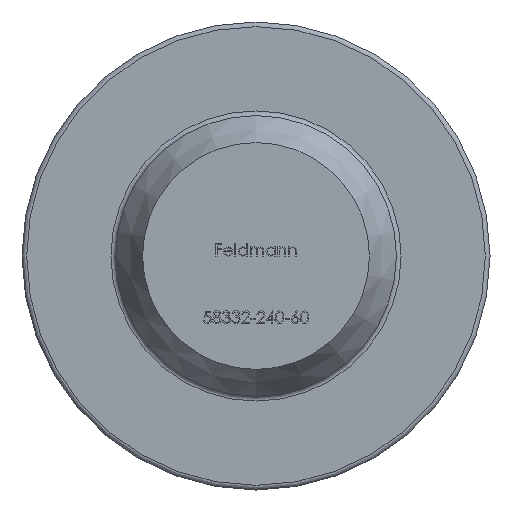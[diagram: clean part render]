
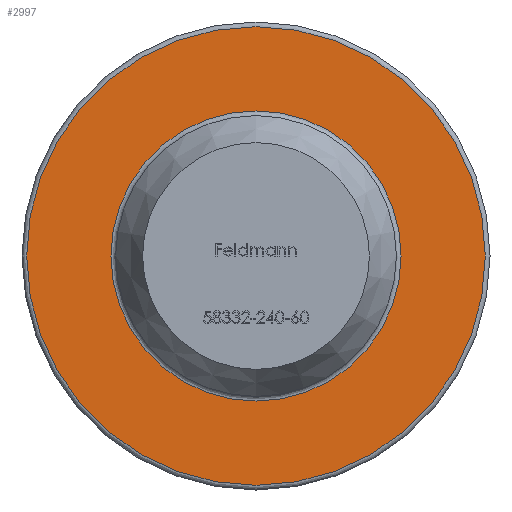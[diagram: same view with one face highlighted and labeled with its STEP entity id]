
A CAD part, front view. The second image highlights one B-rep face of the part: STEP entity #2997.
In plain terms, the highlighted planar face has unit normal (0, -1, 0).
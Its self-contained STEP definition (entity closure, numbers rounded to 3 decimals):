
#443 = EDGE_CURVE ( 'NONE', #10120, #10120, #8292, .T. ) ;
#1610 = AXIS2_PLACEMENT_3D ( 'NONE', #6788, #3683, #15781 ) ;
#2159 = DIRECTION ( 'NONE',  ( 0., 0., 1. ) ) ;
#2612 = EDGE_LOOP ( 'NONE', ( #16040 ) ) ;
#2997 = ADVANCED_FACE ( 'NONE', ( #8005, #11334 ), #11014, .F. ) ;
#3683 = DIRECTION ( 'NONE',  ( 0., 1., 0. ) ) ;
#3737 = CIRCLE ( 'NONE', #18769, 4.9 ) ;
#4130 = EDGE_CURVE ( 'NONE', #13646, #13646, #3737, .T. ) ;
#5270 = DIRECTION ( 'NONE',  ( 0., 0., 1. ) ) ;
#6788 = CARTESIAN_POINT ( 'NONE',  ( 0., 0., 0. ) ) ;
#7864 = EDGE_LOOP ( 'NONE', ( #17230 ) ) ;
#8005 = FACE_OUTER_BOUND ( 'NONE', #7864, .T. ) ;
#8230 = CARTESIAN_POINT ( 'NONE',  ( 0., 0., 0. ) ) ;
#8292 = CIRCLE ( 'NONE', #17615, 3.1 ) ;
#9896 = DIRECTION ( 'NONE',  ( 0., -1., 0. ) ) ;
#10120 = VERTEX_POINT ( 'NONE', #16485 ) ;
#11014 = PLANE ( 'NONE',  #1610 ) ;
#11334 = FACE_BOUND ( 'NONE', #2612, .T. ) ;
#12818 = DIRECTION ( 'NONE',  ( 0., 1., 0. ) ) ;
#13206 = CARTESIAN_POINT ( 'NONE',  ( 0., 0., 4.9 ) ) ;
#13646 = VERTEX_POINT ( 'NONE', #13206 ) ;
#14238 = CARTESIAN_POINT ( 'NONE',  ( 0., 0., 0. ) ) ;
#15781 = DIRECTION ( 'NONE',  ( 0., 0., 1. ) ) ;
#16040 = ORIENTED_EDGE ( 'NONE', *, *, #443, .T. ) ;
#16485 = CARTESIAN_POINT ( 'NONE',  ( 0., 0., 3.1 ) ) ;
#17230 = ORIENTED_EDGE ( 'NONE', *, *, #4130, .T. ) ;
#17615 = AXIS2_PLACEMENT_3D ( 'NONE', #14238, #12818, #2159 ) ;
#18769 = AXIS2_PLACEMENT_3D ( 'NONE', #8230, #9896, #5270 ) ;
